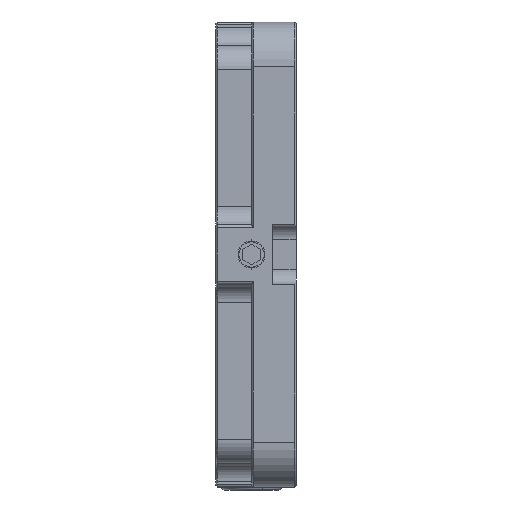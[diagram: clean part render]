
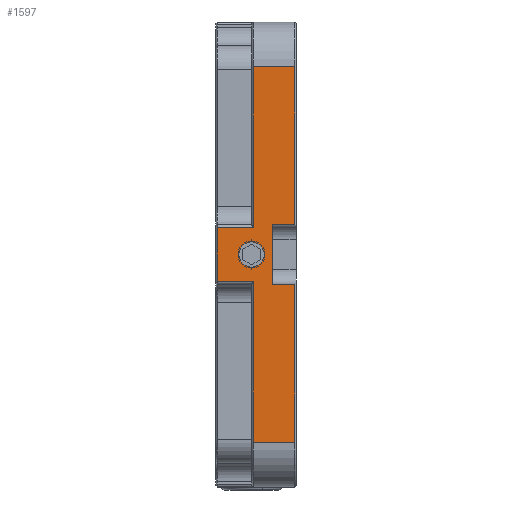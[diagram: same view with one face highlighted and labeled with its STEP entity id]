
A CAD part, left-side view. The second image highlights one B-rep face of the part: STEP entity #1597.
In plain terms, the highlighted planar face has unit normal (-1, 0, 0).
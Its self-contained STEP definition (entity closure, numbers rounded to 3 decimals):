
#356 = VERTEX_POINT ( 'NONE', #9397 ) ;
#387 = LINE ( 'NONE', #6383, #6352 ) ;
#803 = CARTESIAN_POINT ( 'NONE',  ( -96., 15., 4.25 ) ) ;
#858 = VECTOR ( 'NONE', #13977, 1000. ) ;
#865 = EDGE_CURVE ( 'NONE', #356, #10235, #11822, .T. ) ;
#957 = VECTOR ( 'NONE', #9465, 1000. ) ;
#1212 = ORIENTED_EDGE ( 'NONE', *, *, #12694, .F. ) ;
#1464 = DIRECTION ( 'NONE',  ( 0., 0., -1. ) ) ;
#1597 = ADVANCED_FACE ( 'NONE', ( #11348, #17340 ), #3866, .F. ) ;
#1762 = CARTESIAN_POINT ( 'NONE',  ( -96., 14.5, 63. ) ) ;
#1980 = EDGE_CURVE ( 'NONE', #10235, #18669, #12628, .T. ) ;
#2005 = LINE ( 'NONE', #7986, #858 ) ;
#2021 = CARTESIAN_POINT ( 'NONE',  ( -96., 0.5, -78. ) ) ;
#2057 = ORIENTED_EDGE ( 'NONE', *, *, #15825, .T. ) ;
#2146 = AXIS2_PLACEMENT_3D ( 'NONE', #9868, #15857, #2401 ) ;
#2156 = DIRECTION ( 'NONE',  ( 0., 0., 1. ) ) ;
#2167 = LINE ( 'NONE', #8154, #6930 ) ;
#2218 = EDGE_CURVE ( 'NONE', #18669, #17645, #16933, .T. ) ;
#2401 = DIRECTION ( 'NONE',  ( 0., 0., -1. ) ) ;
#2511 = LINE ( 'NONE', #8497, #8347 ) ;
#2517 = ORIENTED_EDGE ( 'NONE', *, *, #18021, .T. ) ;
#2749 = VERTEX_POINT ( 'NONE', #5406 ) ;
#2765 = DIRECTION ( 'NONE',  ( 0., 0., -1. ) ) ;
#2882 = ORIENTED_EDGE ( 'NONE', *, *, #17076, .F. ) ;
#3473 = CARTESIAN_POINT ( 'NONE',  ( -96., 14.5, 9. ) ) ;
#3509 = AXIS2_PLACEMENT_3D ( 'NONE', #11709, #17699, #4227 ) ;
#3676 = DIRECTION ( 'NONE',  ( 0., -1., 0. ) ) ;
#3866 = PLANE ( 'NONE',  #2146 ) ;
#3897 = VERTEX_POINT ( 'NONE', #4027 ) ;
#4027 = CARTESIAN_POINT ( 'NONE',  ( -96., 8., 10. ) ) ;
#4227 = DIRECTION ( 'NONE',  ( 0., 0., 1. ) ) ;
#4340 = DIRECTION ( 'NONE',  ( 0., 0., 1. ) ) ;
#4403 = ORIENTED_EDGE ( 'NONE', *, *, #11318, .F. ) ;
#4975 = ORIENTED_EDGE ( 'NONE', *, *, #6987, .T. ) ;
#5045 = EDGE_LOOP ( 'NONE', ( #1212, #7522 ) ) ;
#5156 = DIRECTION ( 'NONE',  ( 0., 1., 0. ) ) ;
#5406 = CARTESIAN_POINT ( 'NONE',  ( -96., 0.5, -10. ) ) ;
#5774 = LINE ( 'NONE', #11774, #17658 ) ;
#6056 = VECTOR ( 'NONE', #2765, 1000. ) ;
#6352 = VECTOR ( 'NONE', #12373, 1000. ) ;
#6383 = CARTESIAN_POINT ( 'NONE',  ( -96., 27., -63. ) ) ;
#6580 = ORIENTED_EDGE ( 'NONE', *, *, #10242, .T. ) ;
#6711 = CIRCLE ( 'NONE', #17702, 4.25 ) ;
#6779 = ORIENTED_EDGE ( 'NONE', *, *, #865, .T. ) ;
#6802 = VECTOR ( 'NONE', #8002, 1000. ) ;
#6891 = CARTESIAN_POINT ( 'NONE',  ( -96., 26.5, 9. ) ) ;
#6930 = VECTOR ( 'NONE', #14142, 1000. ) ;
#6987 = EDGE_CURVE ( 'NONE', #3897, #356, #2167, .T. ) ;
#7522 = ORIENTED_EDGE ( 'NONE', *, *, #9871, .F. ) ;
#7950 = CARTESIAN_POINT ( 'NONE',  ( -96., 0.5, -63. ) ) ;
#7986 = CARTESIAN_POINT ( 'NONE',  ( -96., 26.5, -9. ) ) ;
#8002 = DIRECTION ( 'NONE',  ( 0., 0., 1. ) ) ;
#8154 = CARTESIAN_POINT ( 'NONE',  ( -96., 8., 10. ) ) ;
#8347 = VECTOR ( 'NONE', #14481, 1000. ) ;
#8363 = VERTEX_POINT ( 'NONE', #15751 ) ;
#8391 = CARTESIAN_POINT ( 'NONE',  ( -96., 15., -4.25 ) ) ;
#8497 = CARTESIAN_POINT ( 'NONE',  ( -96., 8., -10. ) ) ;
#8661 = VERTEX_POINT ( 'NONE', #803 ) ;
#8807 = CARTESIAN_POINT ( 'NONE',  ( -96., 14.5, 9. ) ) ;
#8918 = LINE ( 'NONE', #14905, #13860 ) ;
#8922 = EDGE_CURVE ( 'NONE', #12415, #13957, #387, .T. ) ;
#9068 = ORIENTED_EDGE ( 'NONE', *, *, #9157, .T. ) ;
#9157 = EDGE_CURVE ( 'NONE', #17645, #14889, #5774, .T. ) ;
#9397 = CARTESIAN_POINT ( 'NONE',  ( -96., 0.5, 10. ) ) ;
#9465 = DIRECTION ( 'NONE',  ( 0., 0., -1. ) ) ;
#9620 = CARTESIAN_POINT ( 'NONE',  ( -96., 15., 0. ) ) ;
#9868 = CARTESIAN_POINT ( 'NONE',  ( -96., 27., -78. ) ) ;
#9871 = EDGE_CURVE ( 'NONE', #15900, #8661, #11978, .T. ) ;
#10235 = VERTEX_POINT ( 'NONE', #11870 ) ;
#10236 = LINE ( 'NONE', #16223, #6056 ) ;
#10242 = EDGE_CURVE ( 'NONE', #19244, #12415, #8918, .T. ) ;
#11150 = LINE ( 'NONE', #17146, #16840 ) ;
#11281 = EDGE_LOOP ( 'NONE', ( #4403, #4975, #6779, #14163, #19191, #9068, #2517, #2057, #6580, #13630, #17353, #2882 ) ) ;
#11318 = EDGE_CURVE ( 'NONE', #3897, #8363, #10236, .T. ) ;
#11348 = FACE_BOUND ( 'NONE', #5045, .T. ) ;
#11412 = CARTESIAN_POINT ( 'NONE',  ( -96., 26.5, -9. ) ) ;
#11598 = VECTOR ( 'NONE', #4340, 1000. ) ;
#11709 = CARTESIAN_POINT ( 'NONE',  ( -96., 15., 0. ) ) ;
#11774 = CARTESIAN_POINT ( 'NONE',  ( -96., 27., 9. ) ) ;
#11822 = LINE ( 'NONE', #17812, #11598 ) ;
#11870 = CARTESIAN_POINT ( 'NONE',  ( -96., 0.5, 63. ) ) ;
#11978 = CIRCLE ( 'NONE', #3509, 4.25 ) ;
#12373 = DIRECTION ( 'NONE',  ( 0., -1., 0. ) ) ;
#12415 = VERTEX_POINT ( 'NONE', #18496 ) ;
#12628 = LINE ( 'NONE', #18611, #17532 ) ;
#12694 = EDGE_CURVE ( 'NONE', #8661, #15900, #6711, .T. ) ;
#13630 = ORIENTED_EDGE ( 'NONE', *, *, #8922, .T. ) ;
#13860 = VECTOR ( 'NONE', #1464, 1000. ) ;
#13957 = VERTEX_POINT ( 'NONE', #7950 ) ;
#13977 = DIRECTION ( 'NONE',  ( 0., 0., -1. ) ) ;
#14142 = DIRECTION ( 'NONE',  ( 0., -1., 0. ) ) ;
#14163 = ORIENTED_EDGE ( 'NONE', *, *, #1980, .T. ) ;
#14481 = DIRECTION ( 'NONE',  ( 0., -1., 0. ) ) ;
#14656 = CARTESIAN_POINT ( 'NONE',  ( -96., 14.5, -9. ) ) ;
#14889 = VERTEX_POINT ( 'NONE', #6891 ) ;
#14905 = CARTESIAN_POINT ( 'NONE',  ( -96., 14.5, -63. ) ) ;
#15475 = LINE ( 'NONE', #2021, #6802 ) ;
#15614 = DIRECTION ( 'NONE',  ( -1., 0., 0. ) ) ;
#15751 = CARTESIAN_POINT ( 'NONE',  ( -96., 8., -10. ) ) ;
#15758 = EDGE_CURVE ( 'NONE', #13957, #2749, #15475, .T. ) ;
#15825 = EDGE_CURVE ( 'NONE', #18538, #19244, #11150, .T. ) ;
#15857 = DIRECTION ( 'NONE',  ( 1., 0., 0. ) ) ;
#15900 = VERTEX_POINT ( 'NONE', #8391 ) ;
#16223 = CARTESIAN_POINT ( 'NONE',  ( -96., 8., 10. ) ) ;
#16840 = VECTOR ( 'NONE', #3676, 1000. ) ;
#16933 = LINE ( 'NONE', #3473, #957 ) ;
#17076 = EDGE_CURVE ( 'NONE', #8363, #2749, #2511, .T. ) ;
#17146 = CARTESIAN_POINT ( 'NONE',  ( -96., 27., -9. ) ) ;
#17340 = FACE_OUTER_BOUND ( 'NONE', #11281, .T. ) ;
#17353 = ORIENTED_EDGE ( 'NONE', *, *, #15758, .T. ) ;
#17532 = VECTOR ( 'NONE', #5156, 1000. ) ;
#17645 = VERTEX_POINT ( 'NONE', #8807 ) ;
#17658 = VECTOR ( 'NONE', #17764, 1000. ) ;
#17699 = DIRECTION ( 'NONE',  ( -1., 0., 0. ) ) ;
#17702 = AXIS2_PLACEMENT_3D ( 'NONE', #9620, #15614, #2156 ) ;
#17764 = DIRECTION ( 'NONE',  ( 0., 1., 0. ) ) ;
#17812 = CARTESIAN_POINT ( 'NONE',  ( -96., 0.5, -78. ) ) ;
#18021 = EDGE_CURVE ( 'NONE', #14889, #18538, #2005, .T. ) ;
#18496 = CARTESIAN_POINT ( 'NONE',  ( -96., 14.5, -63. ) ) ;
#18538 = VERTEX_POINT ( 'NONE', #11412 ) ;
#18611 = CARTESIAN_POINT ( 'NONE',  ( -96., 27., 63. ) ) ;
#18669 = VERTEX_POINT ( 'NONE', #1762 ) ;
#19191 = ORIENTED_EDGE ( 'NONE', *, *, #2218, .T. ) ;
#19244 = VERTEX_POINT ( 'NONE', #14656 ) ;
